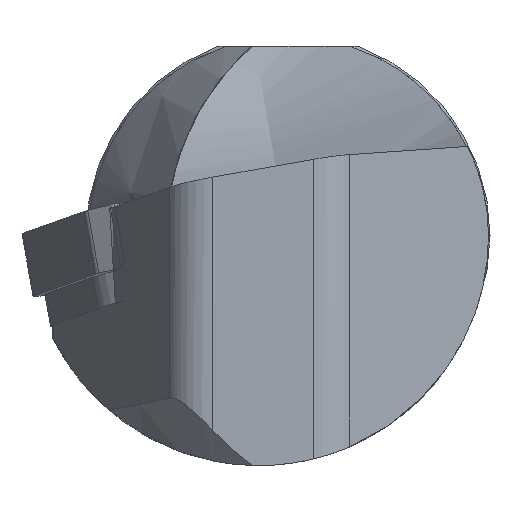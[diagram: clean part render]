
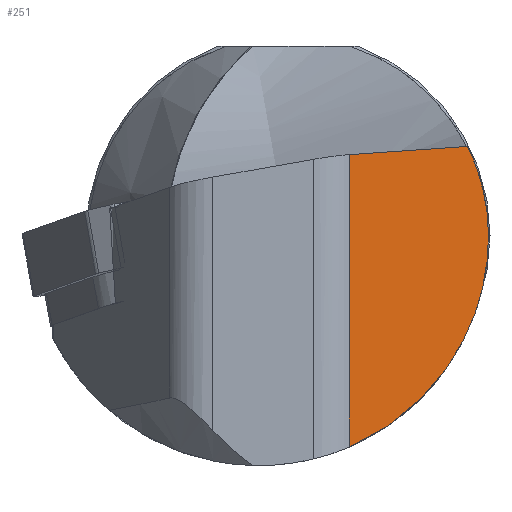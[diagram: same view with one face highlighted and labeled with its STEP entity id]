
A CAD part, left-side view. The second image highlights one B-rep face of the part: STEP entity #251.
In plain terms, the highlighted planar face has unit normal (-0.707, -0.707, 0).
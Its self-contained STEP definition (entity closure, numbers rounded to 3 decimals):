
#251=ADVANCED_FACE('',(#335),#291,.F.);
#291=PLANE('',#1240);
#335=FACE_OUTER_BOUND('',#395,.T.);
#395=EDGE_LOOP('',(#650,#651,#652,#653));
#425=ELLIPSE('',#1187,28.072,19.85);
#426=ELLIPSE('',#1191,32.173,22.75);
#471=B_SPLINE_CURVE_WITH_KNOTS('',3,(#2049,#2050,#2051,#2052),
 .UNSPECIFIED.,.F.,.F.,(4,4),(0.,1.),.UNSPECIFIED.);
#650=ORIENTED_EDGE('',*,*,#988,.T.);
#651=ORIENTED_EDGE('',*,*,#993,.F.);
#652=ORIENTED_EDGE('',*,*,#917,.T.);
#653=ORIENTED_EDGE('',*,*,#912,.T.);
#806=VERTEX_POINT('',#1635);
#807=VERTEX_POINT('',#1637);
#811=VERTEX_POINT('',#1650);
#857=VERTEX_POINT('',#2048);
#912=EDGE_CURVE('',#807,#806,#425,.T.);
#917=EDGE_CURVE('',#811,#807,#426,.T.);
#988=EDGE_CURVE('',#806,#857,#471,.T.);
#993=EDGE_CURVE('',#811,#857,#1078,.T.);
#1078=LINE('',#2316,#1143);
#1143=VECTOR('',#1445,1.);
#1187=AXIS2_PLACEMENT_3D('',#1636,#1322,#1323);
#1191=AXIS2_PLACEMENT_3D('',#1649,#1331,#1332);
#1240=AXIS2_PLACEMENT_3D('',#2317,#1446,#1447);
#1322=DIRECTION('',(-0.707,-0.707,0.));
#1323=DIRECTION('',(-0.707,0.707,0.));
#1331=DIRECTION('',(-0.707,-0.707,0.));
#1332=DIRECTION('',(-0.707,0.707,0.));
#1445=DIRECTION('',(0.,0.,1.));
#1446=DIRECTION('',(0.707,0.707,0.));
#1447=DIRECTION('',(0.707,-0.707,0.));
#1635=CARTESIAN_POINT('',(-202.329,-29.158,8.849));
#1636=CARTESIAN_POINT('',(-220.097,-11.389,0.));
#1637=CARTESIAN_POINT('',(-200.247,-31.239,0.));
#1649=CARTESIAN_POINT('',(-222.997,-8.489,0.));
#1650=CARTESIAN_POINT('',(-214.04,-17.446,-20.913));
#2048=CARTESIAN_POINT('',(-214.04,-17.446,8.036));
#2049=CARTESIAN_POINT('',(-202.329,-29.158,8.849));
#2050=CARTESIAN_POINT('',(-206.233,-25.254,8.583));
#2051=CARTESIAN_POINT('',(-210.137,-21.35,8.309));
#2052=CARTESIAN_POINT('',(-214.04,-17.446,8.036));
#2316=CARTESIAN_POINT('',(-214.04,-17.446,502.055));
#2317=CARTESIAN_POINT('',(-214.04,-17.446,502.055));
